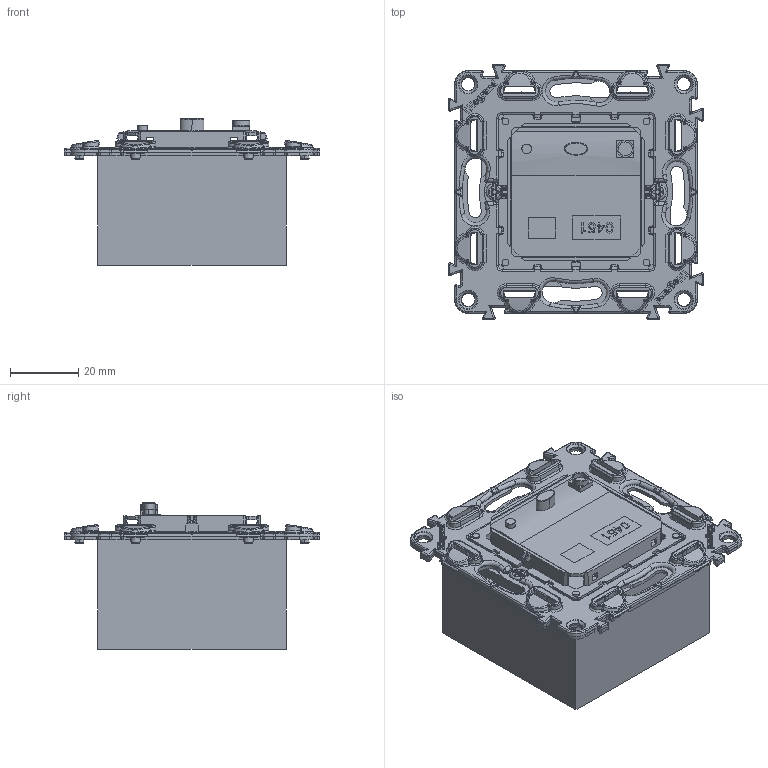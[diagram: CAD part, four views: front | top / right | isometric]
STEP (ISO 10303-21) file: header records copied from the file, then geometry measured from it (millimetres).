
FILE_DESCRIPTION(('CATIA V5 STEP Exchange','CAx-IF Rec.Pracs.--- Model Styling and Organization---1.4--- 2014-01-23'),'2;1');
FILE_NAME('752036_AllCATPart.stp','2020-02-13T09:32:05+00:00',('none'),('none'),'CATIA Version 5-6 Release 2017 SP3','CATIA V5 STEP AP214','none');
FILE_SCHEMA(('AUTOMOTIVE_DESIGN { 1 0 10303 214 1 1 1 1 }'));
Products named in the file (1): 752036_AllCATPart
Bounding box: 74.7 x 74.7 x 42.76 mm (x, y, z)
Volume: 105533.7 mm3; surface area: 26114 mm2
Topology: 2 solids, 4 shells, 5472 faces, 15633 edges, 10154 vertices
Faces by surface type: plane 4163, cylinder 606, bspline 310, cone 195, torus 152, sphere 32, extrusion 14
Entity records: 196068 total; most frequent: CARTESIAN_POINT 56994, ORIENTED_EDGE 31138, DIRECTION 22164, EDGE_CURVE 15569, VECTOR 12131, LINE 12117, VERTEX_POINT 10154, EDGE_LOOP 5619
